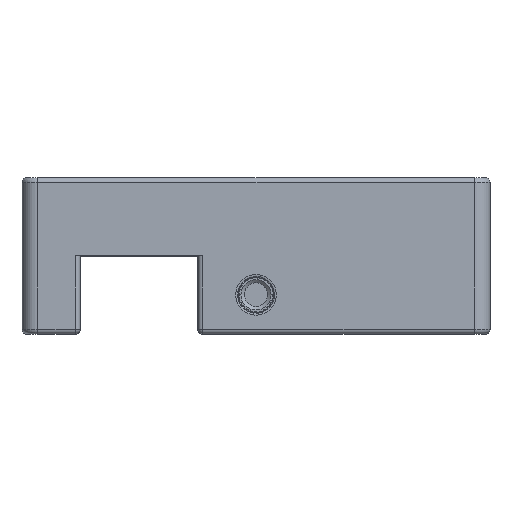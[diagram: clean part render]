
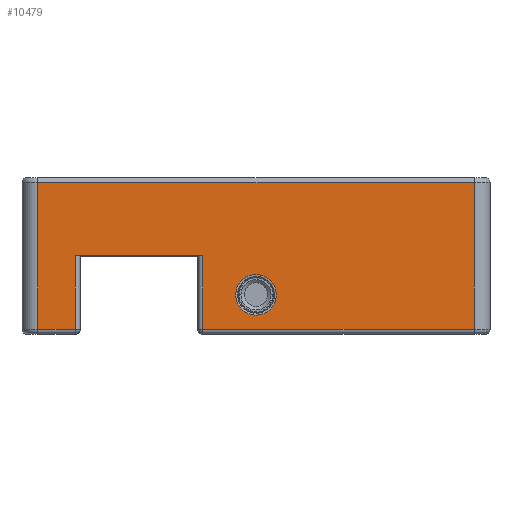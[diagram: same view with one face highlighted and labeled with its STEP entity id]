
A CAD part, top view. The second image highlights one B-rep face of the part: STEP entity #10479.
In plain terms, the highlighted planar face has unit normal (0, 0, 1).
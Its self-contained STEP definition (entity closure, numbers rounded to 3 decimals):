
#826=FACE_BOUND('',#2322,.T.);
#1097=PLANE('',#11479);
#1682=FACE_OUTER_BOUND('',#2321,.T.);
#2321=EDGE_LOOP('',(#9643,#9644,#9645,#9646,#9647,#9648,#9649,#9650));
#2322=EDGE_LOOP('',(#9651));
#2980=LINE('',#28944,#3679);
#2981=LINE('',#28950,#3680);
#2986=LINE('',#28963,#3685);
#3004=LINE('',#29065,#3703);
#3021=LINE('',#29145,#3720);
#3026=LINE('',#29161,#3725);
#3027=LINE('',#29163,#3726);
#3028=LINE('',#29164,#3727);
#3679=VECTOR('',#13771,10.);
#3680=VECTOR('',#13776,10.);
#3685=VECTOR('',#13791,10.);
#3703=VECTOR('',#13895,10.);
#3720=VECTOR('',#13992,10.);
#3725=VECTOR('',#14009,10.);
#3726=VECTOR('',#14010,10.);
#3727=VECTOR('',#14011,10.);
#4152=CIRCLE('',#11480,2.6);
#5092=VERTEX_POINT('',#28940);
#5093=VERTEX_POINT('',#28942);
#5095=VERTEX_POINT('',#28947);
#5096=VERTEX_POINT('',#28949);
#5122=VERTEX_POINT('',#29059);
#5147=VERTEX_POINT('',#29143);
#5152=VERTEX_POINT('',#29160);
#5153=VERTEX_POINT('',#29162);
#5154=VERTEX_POINT('',#29165);
#6560=EDGE_CURVE('',#5092,#5093,#2980,.T.);
#6562=EDGE_CURVE('',#5096,#5095,#2981,.T.);
#6570=EDGE_CURVE('',#5093,#5096,#2986,.T.);
#6614=EDGE_CURVE('',#5122,#5092,#3004,.T.);
#6654=EDGE_CURVE('',#5095,#5147,#3021,.T.);
#6662=EDGE_CURVE('',#5147,#5152,#3026,.T.);
#6663=EDGE_CURVE('',#5153,#5152,#3027,.F.);
#6664=EDGE_CURVE('',#5153,#5122,#3028,.T.);
#6665=EDGE_CURVE('',#5154,#5154,#4152,.T.);
#9643=ORIENTED_EDGE('',*,*,#6662,.T.);
#9644=ORIENTED_EDGE('',*,*,#6663,.F.);
#9645=ORIENTED_EDGE('',*,*,#6664,.T.);
#9646=ORIENTED_EDGE('',*,*,#6614,.T.);
#9647=ORIENTED_EDGE('',*,*,#6560,.T.);
#9648=ORIENTED_EDGE('',*,*,#6570,.T.);
#9649=ORIENTED_EDGE('',*,*,#6562,.T.);
#9650=ORIENTED_EDGE('',*,*,#6654,.T.);
#9651=ORIENTED_EDGE('',*,*,#6665,.T.);
#10479=ADVANCED_FACE('',(#1682,#826),#1097,.F.);
#11479=AXIS2_PLACEMENT_3D('',#29159,#14007,#14008);
#11480=AXIS2_PLACEMENT_3D('',#29166,#14012,#14013);
#13771=DIRECTION('',(0.,1.,0.));
#13776=DIRECTION('',(0.,-1.,0.));
#13791=DIRECTION('',(-1.,0.,0.));
#13895=DIRECTION('',(1.,0.,0.));
#13992=DIRECTION('',(1.,0.,0.));
#14007=DIRECTION('center_axis',(0.,0.,-1.));
#14008=DIRECTION('ref_axis',(-1.,0.,0.));
#14009=DIRECTION('',(0.,1.,0.));
#14010=DIRECTION('',(1.,0.,0.));
#14011=DIRECTION('',(0.,-1.,0.));
#14012=DIRECTION('center_axis',(0.,0.,-1.));
#14013=DIRECTION('ref_axis',(1.,0.,0.));
#28940=CARTESIAN_POINT('',(28.,0.6,20.));
#28942=CARTESIAN_POINT('',(28.,19.4,20.));
#28944=CARTESIAN_POINT('',(28.,15.,20.));
#28947=CARTESIAN_POINT('',(-28.,0.6,20.));
#28949=CARTESIAN_POINT('',(-28.,19.4,20.));
#28950=CARTESIAN_POINT('',(-28.,5.,20.));
#28963=CARTESIAN_POINT('',(-15.,19.4,20.));
#29059=CARTESIAN_POINT('',(-6.85,0.6,20.));
#29065=CARTESIAN_POINT('',(15.,0.6,20.));
#29143=CARTESIAN_POINT('',(-23.15,0.6,20.));
#29145=CARTESIAN_POINT('',(-10.525,0.6,20.));
#29159=CARTESIAN_POINT('Origin',(0.,10.,20.));
#29160=CARTESIAN_POINT('',(-23.15,10.,20.));
#29161=CARTESIAN_POINT('',(-23.15,9.,20.));
#29162=CARTESIAN_POINT('',(-6.85,10.,20.));
#29163=CARTESIAN_POINT('',(-4.475,10.,20.));
#29164=CARTESIAN_POINT('',(-6.85,5.,20.));
#29165=CARTESIAN_POINT('',(-2.6,5.,20.));
#29166=CARTESIAN_POINT('Origin',(0.,5.,20.));
